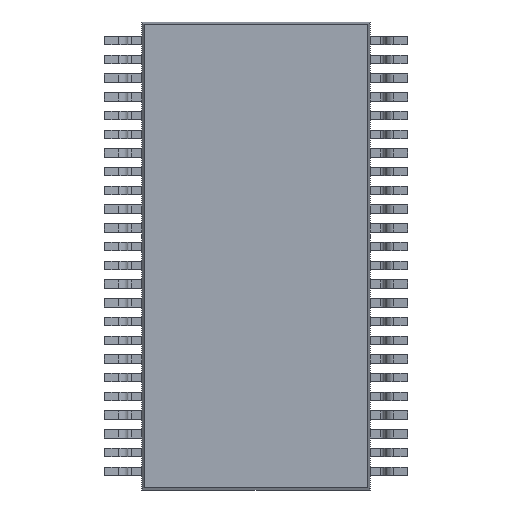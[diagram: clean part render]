
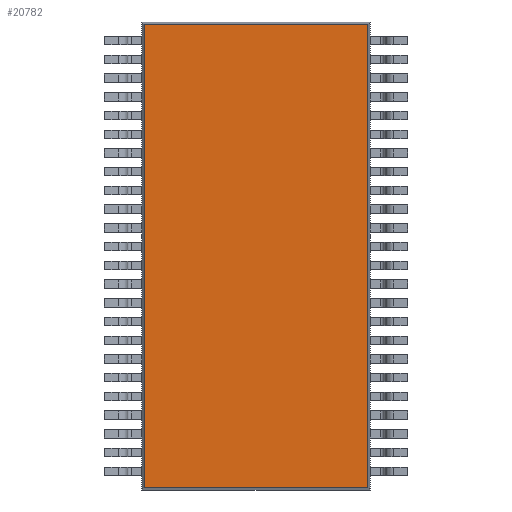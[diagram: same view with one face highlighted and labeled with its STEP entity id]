
A CAD part, front view. The second image highlights one B-rep face of the part: STEP entity #20782.
In plain terms, the highlighted planar face has unit normal (0, -1, 0).
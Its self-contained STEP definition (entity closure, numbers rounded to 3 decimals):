
#226 = CARTESIAN_POINT ( 'NONE',  ( 2.987, 0.15, -6.25 ) ) ;
#609 = ORIENTED_EDGE ( 'NONE', *, *, #4545, .T. ) ;
#1340 = CARTESIAN_POINT ( 'NONE',  ( -3.05, 0.15, -6.187 ) ) ;
#1638 = ORIENTED_EDGE ( 'NONE', *, *, #3490, .T. ) ;
#1845 = CARTESIAN_POINT ( 'NONE',  ( -2.987, 0.15, 6.187 ) ) ;
#1983 = EDGE_CURVE ( 'NONE', #18690, #17052, #3895, .T. ) ;
#2353 = ORIENTED_EDGE ( 'NONE', *, *, #14754, .T. ) ;
#2967 = AXIS2_PLACEMENT_3D ( 'NONE', #6044, #4443, #14218 ) ;
#3238 = VERTEX_POINT ( 'NONE', #13068 ) ;
#3490 = EDGE_CURVE ( 'NONE', #19638, #18690, #6738, .T. ) ;
#3895 = LINE ( 'NONE', #7136, #4378 ) ;
#4378 = VECTOR ( 'NONE', #19015, 1000. ) ;
#4443 = DIRECTION ( 'NONE',  ( 0., -1., 0. ) ) ;
#4545 = EDGE_CURVE ( 'NONE', #3238, #19638, #12964, .T. ) ;
#5169 = LINE ( 'NONE', #16821, #18284 ) ;
#5845 = EDGE_LOOP ( 'NONE', ( #609, #1638, #20228, #2353 ) ) ;
#6044 = CARTESIAN_POINT ( 'NONE',  ( 0., 0.15, 0. ) ) ;
#6738 = LINE ( 'NONE', #226, #18064 ) ;
#7136 = CARTESIAN_POINT ( 'NONE',  ( 3.05, 0.15, 6.187 ) ) ;
#8278 = DIRECTION ( 'NONE',  ( 1., 0., 0. ) ) ;
#8334 = CARTESIAN_POINT ( 'NONE',  ( 2.987, 0.15, 6.187 ) ) ;
#8811 = CARTESIAN_POINT ( 'NONE',  ( 2.987, 0.15, -6.187 ) ) ;
#10631 = FACE_OUTER_BOUND ( 'NONE', #5845, .T. ) ;
#12964 = LINE ( 'NONE', #1340, #14111 ) ;
#13068 = CARTESIAN_POINT ( 'NONE',  ( -2.987, 0.15, -6.187 ) ) ;
#13212 = DIRECTION ( 'NONE',  ( 0., 0., -1. ) ) ;
#13384 = DIRECTION ( 'NONE',  ( 0., 0., 1. ) ) ;
#14111 = VECTOR ( 'NONE', #8278, 1000. ) ;
#14218 = DIRECTION ( 'NONE',  ( 0., 0., -1. ) ) ;
#14754 = EDGE_CURVE ( 'NONE', #17052, #3238, #5169, .T. ) ;
#15758 = PLANE ( 'NONE',  #2967 ) ;
#16821 = CARTESIAN_POINT ( 'NONE',  ( -2.987, 0.15, 6.25 ) ) ;
#17052 = VERTEX_POINT ( 'NONE', #1845 ) ;
#18064 = VECTOR ( 'NONE', #13384, 1000. ) ;
#18284 = VECTOR ( 'NONE', #13212, 1000. ) ;
#18690 = VERTEX_POINT ( 'NONE', #8334 ) ;
#19015 = DIRECTION ( 'NONE',  ( -1., 0., 0. ) ) ;
#19638 = VERTEX_POINT ( 'NONE', #8811 ) ;
#20228 = ORIENTED_EDGE ( 'NONE', *, *, #1983, .T. ) ;
#20782 = ADVANCED_FACE ( 'NONE', ( #10631 ), #15758, .T. ) ;
